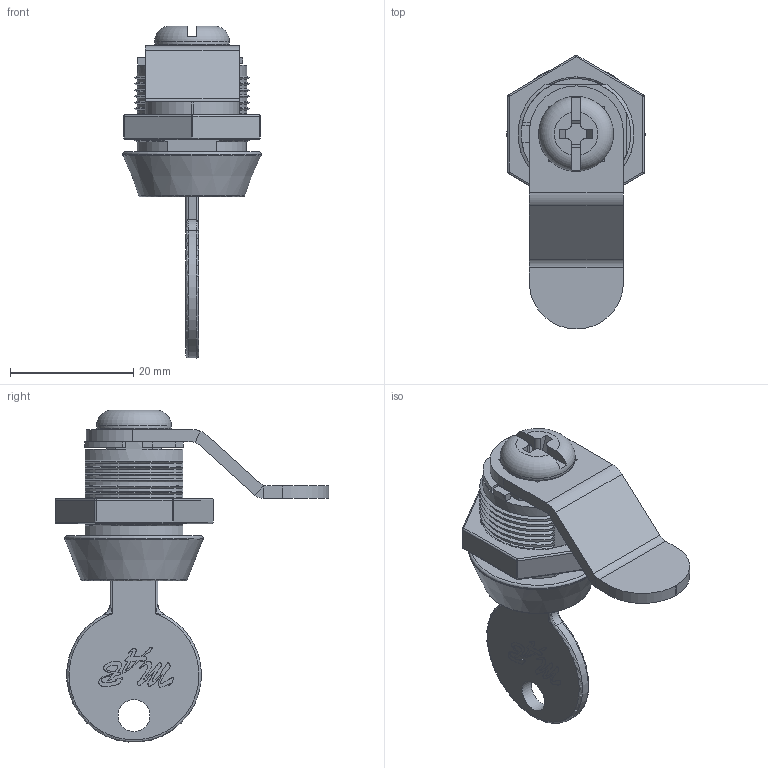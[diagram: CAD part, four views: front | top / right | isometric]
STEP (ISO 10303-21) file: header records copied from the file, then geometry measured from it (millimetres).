
FILE_DESCRIPTION(('STEP AP214'), '1');
FILE_NAME('çàìîê(ÌÀÂ)', '', ('UNSPECIFIED'), ('UNSPECIFIED'), 'ASCON STEP Converter 1.3', 'ASCON Math Kernel', '');
FILE_SCHEMA(('AUTOMOTIVE_DESIGN { 1 0 10303 214 3 1 1}'));
Length unit declared in the file: millimetre
Assembly tree (7 placements, depth 3):
  (unnamed)
    (unnamed)
      (unnamed)
      (unnamed)
      (unnamed)
      (unnamed)
      (unnamed)
      (unnamed)
Bounding box: 22.43 x 44.38 x 53.83 mm (x, y, z)
Volume: 8854 mm3; surface area: 8641.6 mm2
Topology: 7 solids, 7 shells, 740 faces, 2046 edges, 1337 vertices
Faces by surface type: extrusion 424, plane 134, cylinder 105, cone 46, torus 15, sphere 12, bspline 4
Full cylindrical faces by diameter (mm): 4.826 x1, 5.182 x1, 5.232 x1, 10.744 x1, 12.141 x1, 12.7 x2, 15.24 x1, 15.748 x1, 18.009 x1, 22.428 x1
Entity records: 35275 total; most frequent: CARTESIAN_POINT 12319, ORIENTED_EDGE 4048, DIRECTION 2307, EDGE_CURVE 2024, VERTEX_POINT 1337, VECTOR 1251, B_SPLINE_CURVE_WITH_KNOTS 1017, LINE 827
